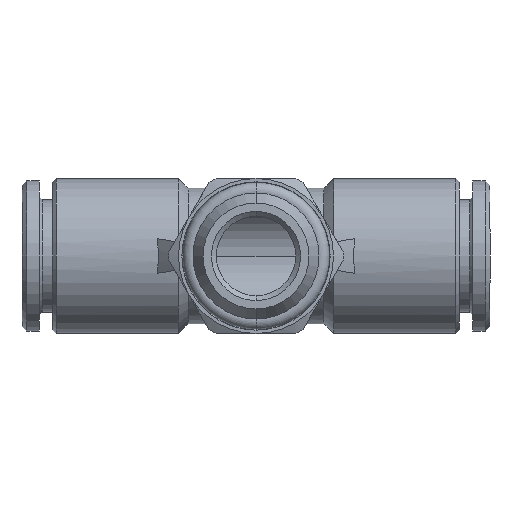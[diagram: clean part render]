
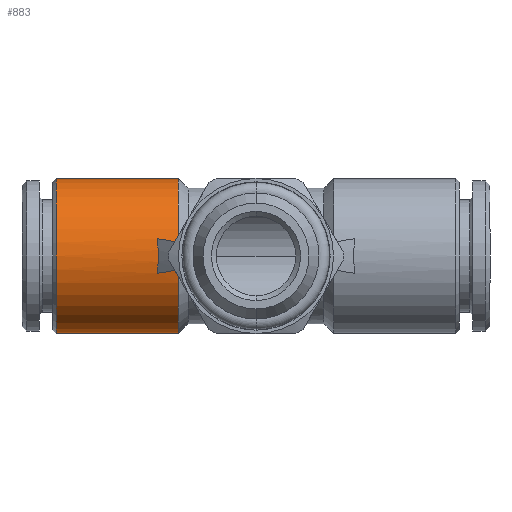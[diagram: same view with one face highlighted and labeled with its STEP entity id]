
A CAD part, front view. The second image highlights one B-rep face of the part: STEP entity #883.
In plain terms, the highlighted cylindrical face has radius 8 mm (diameter 16 mm), a partial arc.
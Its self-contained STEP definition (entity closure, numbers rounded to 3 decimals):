
#501 = VERTEX_POINT ( 'NONE', #2240 ) ;
#548 = EDGE_CURVE ( 'NONE', #501, #549, #2303, .T. ) ;
#549 = VERTEX_POINT ( 'NONE', #2299 ) ;
#671 = ORIENTED_EDGE ( 'NONE', *, *, #672, .T. ) ;
#672 = EDGE_CURVE ( 'NONE', #894, #895, #2656, .T. ) ;
#673 = ORIENTED_EDGE ( 'NONE', *, *, #678, .F. ) ;
#678 = EDGE_CURVE ( 'NONE', #679, #895, #2618, .T. ) ;
#679 = VERTEX_POINT ( 'NONE', #2640 ) ;
#680 = ORIENTED_EDGE ( 'NONE', *, *, #857, .F. ) ;
#681 = VERTEX_POINT ( 'NONE', #2619 ) ;
#857 = EDGE_CURVE ( 'NONE', #681, #679, #3025, .T. ) ;
#858 = ORIENTED_EDGE ( 'NONE', *, *, #859, .T. ) ;
#859 = EDGE_CURVE ( 'NONE', #681, #860, #2966, .T. ) ;
#860 = VERTEX_POINT ( 'NONE', #2962 ) ;
#861 = ORIENTED_EDGE ( 'NONE', *, *, #862, .F. ) ;
#862 = EDGE_CURVE ( 'NONE', #549, #860, #3002, .T. ) ;
#883 = ADVANCED_FACE ( 'NONE', ( #2981 ), #2972, .T. ) ;
#887 = EDGE_LOOP ( 'NONE', ( #888, #889, #892, #671, #673, #680, #858, #861 ) ) ;
#888 = ORIENTED_EDGE ( 'NONE', *, *, #548, .F. ) ;
#889 = ORIENTED_EDGE ( 'NONE', *, *, #890, .T. ) ;
#890 = EDGE_CURVE ( 'NONE', #501, #891, #3069, .T. ) ;
#891 = VERTEX_POINT ( 'NONE', #3018 ) ;
#892 = ORIENTED_EDGE ( 'NONE', *, *, #893, .T. ) ;
#893 = EDGE_CURVE ( 'NONE', #891, #894, #3016, .T. ) ;
#894 = VERTEX_POINT ( 'NONE', #3017 ) ;
#895 = VERTEX_POINT ( 'NONE', #3055 ) ;
#2240 = CARTESIAN_POINT ( 'NONE',  ( -20.6, 0., -8. ) ) ;
#2299 = CARTESIAN_POINT ( 'NONE',  ( -20.6, 0., 8. ) ) ;
#2300 = DIRECTION ( 'NONE',  ( 0., 0., 1. ) ) ;
#2301 = DIRECTION ( 'NONE',  ( -1., 0., 0. ) ) ;
#2302 = AXIS2_PLACEMENT_3D ( 'NONE', #2309, #2301, #2300 ) ;
#2303 = CIRCLE ( 'NONE', #2302, 8. ) ;
#2309 = CARTESIAN_POINT ( 'NONE',  ( -20.6, 0., 0. ) ) ;
#2618 = B_SPLINE_CURVE_WITH_KNOTS ( 'NONE', 3,
 ( #2701, #2708, #2707, #2624, #2623, #2622, #2652, #2651 ),
 .UNSPECIFIED., .F., .F.,
 ( 4, 2, 2, 4 ),
 ( 0.001, 0.002, 0.003, 0.004 ),
 .UNSPECIFIED. ) ;
#2619 = CARTESIAN_POINT ( 'NONE',  ( -8., -7.875, 1.411 ) ) ;
#2620 = CARTESIAN_POINT ( 'NONE',  ( -8.719, -7.852, -1.537 ) ) ;
#2621 = CARTESIAN_POINT ( 'NONE',  ( -8., -7.875, -1.411 ) ) ;
#2622 = CARTESIAN_POINT ( 'NONE',  ( -10.118, -7.915, -1.199 ) ) ;
#2623 = CARTESIAN_POINT ( 'NONE',  ( -10.103, -7.983, -0.6 ) ) ;
#2624 = CARTESIAN_POINT ( 'NONE',  ( -10.1, -8., -0.296 ) ) ;
#2640 = CARTESIAN_POINT ( 'NONE',  ( -10.146, -7.797, 1.789 ) ) ;
#2651 = CARTESIAN_POINT ( 'NONE',  ( -10.146, -7.797, -1.789 ) ) ;
#2652 = CARTESIAN_POINT ( 'NONE',  ( -10.129, -7.865, -1.496 ) ) ;
#2656 =( BOUNDED_CURVE ( )  B_SPLINE_CURVE ( 3, ( #2621, #2620, #2703, #2702 ),
 .UNSPECIFIED., .F., .F. ) 
 B_SPLINE_CURVE_WITH_KNOTS ( ( 4, 4 ),
 ( 1.748, 1.796 ),
 .UNSPECIFIED. ) 
 CURVE ( )  GEOMETRIC_REPRESENTATION_ITEM ( )  RATIONAL_B_SPLINE_CURVE ( ( 1., 1., 1., 1. ) ) 
 REPRESENTATION_ITEM ( '' )  );
#2701 = CARTESIAN_POINT ( 'NONE',  ( -10.146, -7.797, 1.789 ) ) ;
#2702 = CARTESIAN_POINT ( 'NONE',  ( -10.146, -7.797, -1.789 ) ) ;
#2703 = CARTESIAN_POINT ( 'NONE',  ( -9.434, -7.826, -1.664 ) ) ;
#2707 = CARTESIAN_POINT ( 'NONE',  ( -10.1, -8., 0.609 ) ) ;
#2708 = CARTESIAN_POINT ( 'NONE',  ( -10.113, -7.932, 1.204 ) ) ;
#2960 = DIRECTION ( 'NONE',  ( 1., 0., 0. ) ) ;
#2962 = CARTESIAN_POINT ( 'NONE',  ( -8., 0., 8. ) ) ;
#2963 = DIRECTION ( 'NONE',  ( 0., 0., 1. ) ) ;
#2964 = DIRECTION ( 'NONE',  ( -1., 0., 0. ) ) ;
#2965 = AXIS2_PLACEMENT_3D ( 'NONE', #3038, #2964, #2963 ) ;
#2966 = CIRCLE ( 'NONE', #2965, 8. ) ;
#2970 = DIRECTION ( 'NONE',  ( 0., 0., 1. ) ) ;
#2971 = DIRECTION ( 'NONE',  ( 1., 0., 0. ) ) ;
#2972 = CYLINDRICAL_SURFACE ( 'NONE', #2984, 8. ) ;
#2974 = CARTESIAN_POINT ( 'NONE',  ( -10.146, -7.797, 1.789 ) ) ;
#2981 = FACE_OUTER_BOUND ( 'NONE', #887, .T. ) ;
#2983 = CARTESIAN_POINT ( 'NONE',  ( 0., 0., 0. ) ) ;
#2984 = AXIS2_PLACEMENT_3D ( 'NONE', #2983, #2971, #2970 ) ;
#3000 = VECTOR ( 'NONE', #2960, 1000. ) ;
#3001 = CARTESIAN_POINT ( 'NONE',  ( 0., 0., 8. ) ) ;
#3002 = LINE ( 'NONE', #3001, #3000 ) ;
#3016 = CIRCLE ( 'NONE', #3059, 8. ) ;
#3017 = CARTESIAN_POINT ( 'NONE',  ( -8., -7.875, -1.411 ) ) ;
#3018 = CARTESIAN_POINT ( 'NONE',  ( -8., 0., -8. ) ) ;
#3019 = DIRECTION ( 'NONE',  ( 1., 0., 0. ) ) ;
#3020 = VECTOR ( 'NONE', #3019, 1000. ) ;
#3021 = CARTESIAN_POINT ( 'NONE',  ( 0., 0., -8. ) ) ;
#3022 = CARTESIAN_POINT ( 'NONE',  ( -9.434, -7.826, 1.664 ) ) ;
#3023 = CARTESIAN_POINT ( 'NONE',  ( -8.719, -7.852, 1.537 ) ) ;
#3025 =( BOUNDED_CURVE ( )  B_SPLINE_CURVE ( 3, ( #3041, #3023, #3022, #2974 ),
 .UNSPECIFIED., .F., .T. ) 
 B_SPLINE_CURVE_WITH_KNOTS ( ( 4, 4 ),
 ( 1.748, 1.796 ),
 .UNSPECIFIED. ) 
 CURVE ( )  GEOMETRIC_REPRESENTATION_ITEM ( )  RATIONAL_B_SPLINE_CURVE ( ( 1., 1., 1., 1. ) ) 
 REPRESENTATION_ITEM ( '' )  );
#3038 = CARTESIAN_POINT ( 'NONE',  ( -8., 0., 0. ) ) ;
#3041 = CARTESIAN_POINT ( 'NONE',  ( -8., -7.875, 1.411 ) ) ;
#3055 = CARTESIAN_POINT ( 'NONE',  ( -10.146, -7.797, -1.789 ) ) ;
#3056 = DIRECTION ( 'NONE',  ( 0., 0., 1. ) ) ;
#3057 = DIRECTION ( 'NONE',  ( -1., 0., 0. ) ) ;
#3058 = CARTESIAN_POINT ( 'NONE',  ( -8., 0., 0. ) ) ;
#3059 = AXIS2_PLACEMENT_3D ( 'NONE', #3058, #3057, #3056 ) ;
#3069 = LINE ( 'NONE', #3021, #3020 ) ;
